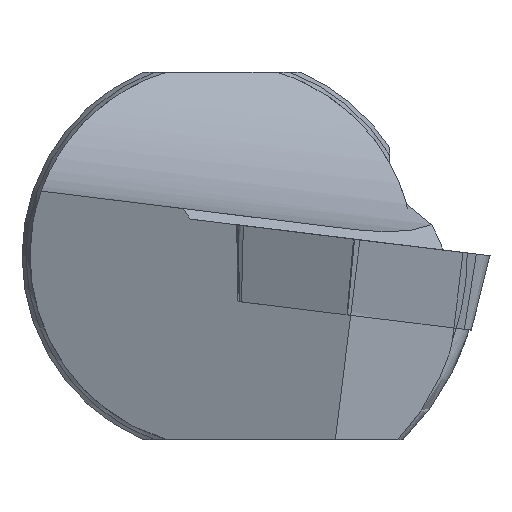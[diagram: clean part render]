
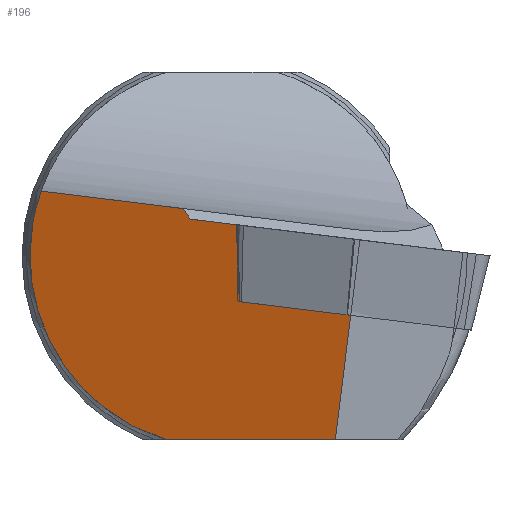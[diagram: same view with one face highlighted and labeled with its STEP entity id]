
A CAD part, left-side view. The second image highlights one B-rep face of the part: STEP entity #196.
In plain terms, the highlighted planar face has unit normal (-0.899, 0.435, 0.053).
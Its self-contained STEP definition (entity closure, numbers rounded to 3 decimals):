
#25=ELLIPSE('',#951,13.351,12.);
#196=ADVANCED_FACE('',(#259),#216,.F.);
#216=PLANE('',#972);
#259=FACE_OUTER_BOUND('',#313,.T.);
#313=EDGE_LOOP('',(#519,#520,#521,#522,#523,#524));
#519=ORIENTED_EDGE('',*,*,#802,.F.);
#520=ORIENTED_EDGE('',*,*,#798,.F.);
#521=ORIENTED_EDGE('',*,*,#803,.T.);
#522=ORIENTED_EDGE('',*,*,#804,.F.);
#523=ORIENTED_EDGE('',*,*,#800,.T.);
#524=ORIENTED_EDGE('',*,*,#768,.F.);
#661=VERTEX_POINT('',#1845);
#662=VERTEX_POINT('',#1847);
#677=VERTEX_POINT('',#1969);
#678=VERTEX_POINT('',#1971);
#679=VERTEX_POINT('',#1975);
#680=VERTEX_POINT('',#1980);
#768=EDGE_CURVE('',#661,#662,#25,.T.);
#798=EDGE_CURVE('',#677,#678,#849,.T.);
#800=EDGE_CURVE('',#679,#662,#851,.T.);
#802=EDGE_CURVE('',#678,#661,#853,.T.);
#803=EDGE_CURVE('',#677,#680,#854,.T.);
#804=EDGE_CURVE('',#679,#680,#855,.T.);
#849=LINE('',#1970,#896);
#851=LINE('',#1974,#898);
#853=LINE('',#1978,#900);
#854=LINE('',#1979,#901);
#855=LINE('',#1981,#902);
#896=VECTOR('',#1148,1.);
#898=VECTOR('',#1152,1.);
#900=VECTOR('',#1156,1.);
#901=VECTOR('',#1157,1.);
#902=VECTOR('',#1158,1.);
#951=AXIS2_PLACEMENT_3D('',#1846,#1100,#1101);
#972=AXIS2_PLACEMENT_3D('',#1982,#1159,#1160);
#1100=DIRECTION('',(0.899,-0.435,-0.053));
#1101=DIRECTION('',(-0.438,-0.892,-0.11));
#1148=DIRECTION('',(0.,0.122,-0.993));
#1152=DIRECTION('',(0.438,0.892,0.11));
#1156=DIRECTION('',(0.436,0.9,0.));
#1157=DIRECTION('',(0.438,0.892,0.11));
#1158=DIRECTION('',(-0.319,-0.564,-0.762));
#1159=DIRECTION('',(0.899,-0.435,-0.053));
#1160=DIRECTION('',(-0.436,-0.9,0.));
#1845=CARTESIAN_POINT('',(6.52,20.265,-11.508));
#1846=CARTESIAN_POINT('',(5.544,16.837,-0.008));
#1847=CARTESIAN_POINT('',(11.252,28.131,4.048));
#1969=CARTESIAN_POINT('',(1.423,8.2,0.997));
#1970=CARTESIAN_POINT('',(1.423,4.471,31.369));
#1971=CARTESIAN_POINT('',(1.423,9.736,-11.508));
#1974=CARTESIAN_POINT('',(-7.177,-9.374,-0.557));
#1975=CARTESIAN_POINT('',(6.906,19.286,2.963));
#1978=CARTESIAN_POINT('',(-0.642,5.47,-11.508));
#1979=CARTESIAN_POINT('',(1.423,8.2,0.997));
#1980=CARTESIAN_POINT('',(6.628,18.793,2.297));
#1981=CARTESIAN_POINT('',(10.576,25.79,11.736));
#1982=CARTESIAN_POINT('',(1.423,4.471,31.369));
